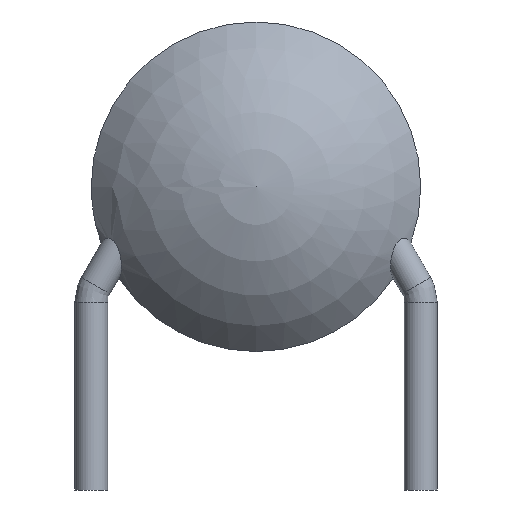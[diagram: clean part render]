
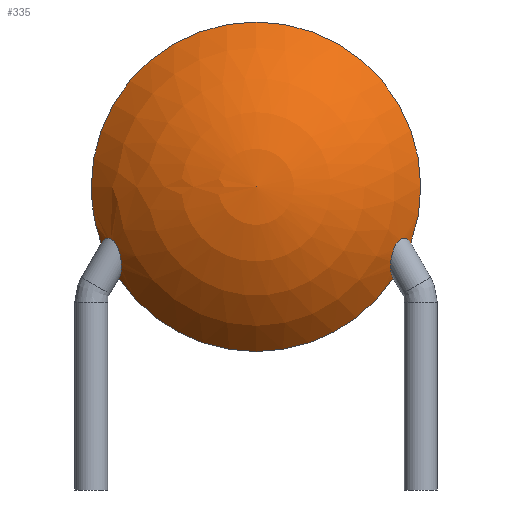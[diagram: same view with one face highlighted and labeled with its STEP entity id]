
A CAD part, front view. The second image highlights one B-rep face of the part: STEP entity #335.
In plain terms, the highlighted spherical face has radius 3.125 mm.
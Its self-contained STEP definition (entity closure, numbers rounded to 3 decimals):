
#114 = VERTEX_POINT('',#115);
#115 = CARTESIAN_POINT('',(2.079,0.,
1.212));
#138 = EDGE_CURVE('',#114,#139,#141,.T.);
#139 = VERTEX_POINT('',#140);
#140 = CARTESIAN_POINT('',(2.349,0.,
1.745));
#141 = B_SPLINE_CURVE_WITH_KNOTS('',8,(#142,#143,#144,#145,#146,#147,
#148,#149,#150,#151,#152,#153,#154,#155,#156,#157,#158,#159,#160,
#161,#162,#163,#164,#165,#166,#167,#168,#169,#170,#171,#172,#173,
#174,#175,#176,#177,#178,#179,#180,#181,#182,#183,#184,#185,#186,
#187,#188,#189,#190,#191,#192),.UNSPECIFIED.,.F.,.F.,(9,7,7,7,7,7,7,
9),(0.,0.191,0.37,0.514,0.651,
0.72,0.851,1.),.UNSPECIFIED.);
#142 = CARTESIAN_POINT('',(2.079,0.,
1.212));
#143 = CARTESIAN_POINT('',(2.073,-0.015,
1.223));
#144 = CARTESIAN_POINT('',(2.068,-0.029,
1.234));
#145 = CARTESIAN_POINT('',(2.063,-0.043,
1.247));
#146 = CARTESIAN_POINT('',(2.059,-0.057,
1.26));
#147 = CARTESIAN_POINT('',(2.055,-0.071,
1.274));
#148 = CARTESIAN_POINT('',(2.051,-0.084,
1.289));
#149 = CARTESIAN_POINT('',(2.049,-0.098,
1.305));
#150 = CARTESIAN_POINT('',(2.044,-0.123,1.337
));
#151 = CARTESIAN_POINT('',(2.043,-0.134,1.353)
);
#152 = CARTESIAN_POINT('',(2.042,-0.146,1.37
));
#153 = CARTESIAN_POINT('',(2.041,-0.157,1.387
));
#154 = CARTESIAN_POINT('',(2.041,-0.168,1.406
));
#155 = CARTESIAN_POINT('',(2.042,-0.178,1.425
));
#156 = CARTESIAN_POINT('',(2.043,-0.188,1.445
));
#157 = CARTESIAN_POINT('',(2.047,-0.205,1.482
));
#158 = CARTESIAN_POINT('',(2.049,-0.212,1.499
));
#159 = CARTESIAN_POINT('',(2.051,-0.219,1.517)
);
#160 = CARTESIAN_POINT('',(2.055,-0.225,1.535
));
#161 = CARTESIAN_POINT('',(2.058,-0.231,1.554)
);
#162 = CARTESIAN_POINT('',(2.063,-0.236,1.574)
);
#163 = CARTESIAN_POINT('',(2.068,-0.241,1.594)
);
#164 = CARTESIAN_POINT('',(2.08,-0.247,1.633
));
#165 = CARTESIAN_POINT('',(2.087,-0.25,1.653)
);
#166 = CARTESIAN_POINT('',(2.095,-0.251,1.673)
);
#167 = CARTESIAN_POINT('',(2.103,-0.251,1.693
));
#168 = CARTESIAN_POINT('',(2.113,-0.25,1.713
));
#169 = CARTESIAN_POINT('',(2.124,-0.247,1.731
));
#170 = CARTESIAN_POINT('',(2.135,-0.242,1.748
));
#171 = CARTESIAN_POINT('',(2.153,-0.233,1.77
));
#172 = CARTESIAN_POINT('',(2.159,-0.229,1.777
));
#173 = CARTESIAN_POINT('',(2.165,-0.225,1.783)
);
#174 = CARTESIAN_POINT('',(2.172,-0.221,1.789
));
#175 = CARTESIAN_POINT('',(2.178,-0.216,1.795
));
#176 = CARTESIAN_POINT('',(2.185,-0.211,1.8)
);
#177 = CARTESIAN_POINT('',(2.192,-0.205,1.804)
);
#178 = CARTESIAN_POINT('',(2.213,-0.187,1.815
));
#179 = CARTESIAN_POINT('',(2.225,-0.176,1.819
));
#180 = CARTESIAN_POINT('',(2.237,-0.164,1.821)
);
#181 = CARTESIAN_POINT('',(2.248,-0.152,1.821
));
#182 = CARTESIAN_POINT('',(2.258,-0.14,1.82)
);
#183 = CARTESIAN_POINT('',(2.267,-0.128,1.818
));
#184 = CARTESIAN_POINT('',(2.277,-0.116,1.814
));
#185 = CARTESIAN_POINT('',(2.295,-0.091,
1.805));
#186 = CARTESIAN_POINT('',(2.304,-0.078,
1.799));
#187 = CARTESIAN_POINT('',(2.313,-0.065,
1.792));
#188 = CARTESIAN_POINT('',(2.321,-0.052,
1.784));
#189 = CARTESIAN_POINT('',(2.329,-0.039,
1.776));
#190 = CARTESIAN_POINT('',(2.336,-0.026,
1.766));
#191 = CARTESIAN_POINT('',(2.343,-0.013,
1.756));
#192 = CARTESIAN_POINT('',(2.349,0.,
1.745));
#241 = VERTEX_POINT('',#242);
#242 = CARTESIAN_POINT('',(-2.5,0.,2.6));
#250 = EDGE_CURVE('',#139,#241,#251,.T.);
#251 = CIRCLE('',#252,2.5);
#252 = AXIS2_PLACEMENT_3D('',#253,#254,#255);
#253 = CARTESIAN_POINT('',(0.,0.,2.6));
#254 = DIRECTION('',(0.,-1.,0.));
#255 = DIRECTION('',(-1.,0.,0.));
#259 = EDGE_CURVE('',#260,#114,#262,.T.);
#260 = VERTEX_POINT('',#261);
#261 = CARTESIAN_POINT('',(-2.079,0.,
1.212));
#262 = CIRCLE('',#263,2.5);
#263 = AXIS2_PLACEMENT_3D('',#264,#265,#266);
#264 = CARTESIAN_POINT('',(0.,0.,2.6));
#265 = DIRECTION('',(0.,-1.,0.));
#266 = DIRECTION('',(-1.,0.,0.));
#269 = VERTEX_POINT('',#270);
#270 = CARTESIAN_POINT('',(-2.349,0.,
1.745));
#324 = EDGE_CURVE('',#241,#269,#325,.T.);
#325 = CIRCLE('',#326,2.5);
#326 = AXIS2_PLACEMENT_3D('',#327,#328,#329);
#327 = CARTESIAN_POINT('',(0.,0.,2.6));
#328 = DIRECTION('',(0.,-1.,0.));
#329 = DIRECTION('',(-1.,0.,0.));
#335 = ADVANCED_FACE('',(#336),#412,.T.);
#336 = FACE_BOUND('',#337,.T.);
#337 = EDGE_LOOP('',(#338,#347,#348,#385,#408,#409,#410,#411));
#338 = ORIENTED_EDGE('',*,*,#339,.F.);
#339 = EDGE_CURVE('',#241,#340,#342,.T.);
#340 = VERTEX_POINT('',#341);
#341 = CARTESIAN_POINT('',(0.,-1.25,2.6));
#342 = CIRCLE('',#343,3.125);
#343 = AXIS2_PLACEMENT_3D('',#344,#345,#346);
#344 = CARTESIAN_POINT('',(0.,1.875,2.6));
#345 = DIRECTION('',(0.,0.,1.));
#346 = DIRECTION('',(-0.8,-0.6,0.));
#347 = ORIENTED_EDGE('',*,*,#324,.T.);
#348 = ORIENTED_EDGE('',*,*,#349,.T.);
#349 = EDGE_CURVE('',#269,#350,#352,.T.);
#350 = VERTEX_POINT('',#351);
#351 = CARTESIAN_POINT('',(-2.098,-0.25,1.68));
#352 = B_SPLINE_CURVE_WITH_KNOTS('',7,(#353,#354,#355,#356,#357,#358,
#359,#360,#361,#362,#363,#364,#365,#366,#367,#368,#369,#370,#371,
#372,#373,#374,#375,#376,#377,#378,#379,#380,#381,#382,#383,#384),
.UNSPECIFIED.,.F.,.F.,(8,6,6,6,6,8),(0.,0.242,0.41,
0.537,0.747,1.),.UNSPECIFIED.);
#353 = CARTESIAN_POINT('',(-2.349,0.,
1.745));
#354 = CARTESIAN_POINT('',(-2.344,-0.01,
1.754));
#355 = CARTESIAN_POINT('',(-2.339,-0.02,
1.762));
#356 = CARTESIAN_POINT('',(-2.333,-0.031,
1.77));
#357 = CARTESIAN_POINT('',(-2.327,-0.042,
1.778));
#358 = CARTESIAN_POINT('',(-2.32,-0.053,
1.785));
#359 = CARTESIAN_POINT('',(-2.313,-0.065,
1.792));
#360 = CARTESIAN_POINT('',(-2.299,-0.086,
1.803));
#361 = CARTESIAN_POINT('',(-2.293,-0.095,
1.807));
#362 = CARTESIAN_POINT('',(-2.286,-0.104,
1.81));
#363 = CARTESIAN_POINT('',(-2.28,-0.112,
1.813));
#364 = CARTESIAN_POINT('',(-2.273,-0.121,
1.816));
#365 = CARTESIAN_POINT('',(-2.266,-0.13,
1.817));
#366 = CARTESIAN_POINT('',(-2.253,-0.145,1.819
));
#367 = CARTESIAN_POINT('',(-2.248,-0.151,
1.82));
#368 = CARTESIAN_POINT('',(-2.242,-0.157,
1.82));
#369 = CARTESIAN_POINT('',(-2.236,-0.164,1.82
));
#370 = CARTESIAN_POINT('',(-2.23,-0.17,
1.819));
#371 = CARTESIAN_POINT('',(-2.224,-0.176,
1.817));
#372 = CARTESIAN_POINT('',(-2.208,-0.191,
1.813));
#373 = CARTESIAN_POINT('',(-2.198,-0.2,
1.808));
#374 = CARTESIAN_POINT('',(-2.188,-0.209,
1.802));
#375 = CARTESIAN_POINT('',(-2.178,-0.216,
1.795));
#376 = CARTESIAN_POINT('',(-2.169,-0.223,
1.787));
#377 = CARTESIAN_POINT('',(-2.16,-0.229,
1.777));
#378 = CARTESIAN_POINT('',(-2.14,-0.239,
1.755));
#379 = CARTESIAN_POINT('',(-2.131,-0.243,1.742)
);
#380 = CARTESIAN_POINT('',(-2.123,-0.246,
1.73));
#381 = CARTESIAN_POINT('',(-2.116,-0.248,
1.717));
#382 = CARTESIAN_POINT('',(-2.11,-0.249,1.705)
);
#383 = CARTESIAN_POINT('',(-2.104,-0.25,
1.692));
#384 = CARTESIAN_POINT('',(-2.098,-0.25,1.68));
#385 = ORIENTED_EDGE('',*,*,#386,.T.);
#386 = EDGE_CURVE('',#350,#260,#387,.T.);
#387 = B_SPLINE_CURVE_WITH_KNOTS('',7,(#388,#389,#390,#391,#392,#393,
#394,#395,#396,#397,#398,#399,#400,#401,#402,#403,#404,#405,#406,
#407),.UNSPECIFIED.,.F.,.F.,(8,6,6,8),(0.,0.282,
0.608,1.),.UNSPECIFIED.);
#388 = CARTESIAN_POINT('',(-2.098,-0.25,1.68));
#389 = CARTESIAN_POINT('',(-2.091,-0.25,1.664
));
#390 = CARTESIAN_POINT('',(-2.085,-0.249,
1.647));
#391 = CARTESIAN_POINT('',(-2.078,-0.247,1.629
));
#392 = CARTESIAN_POINT('',(-2.073,-0.244,
1.61));
#393 = CARTESIAN_POINT('',(-2.067,-0.24,
1.591));
#394 = CARTESIAN_POINT('',(-2.062,-0.235,
1.57));
#395 = CARTESIAN_POINT('',(-2.052,-0.221,
1.523));
#396 = CARTESIAN_POINT('',(-2.048,-0.212,
1.496));
#397 = CARTESIAN_POINT('',(-2.044,-0.201,
1.469));
#398 = CARTESIAN_POINT('',(-2.042,-0.187,
1.441));
#399 = CARTESIAN_POINT('',(-2.041,-0.172,
1.413));
#400 = CARTESIAN_POINT('',(-2.041,-0.156,1.386
));
#401 = CARTESIAN_POINT('',(-2.044,-0.119,1.331
));
#402 = CARTESIAN_POINT('',(-2.048,-0.099,
1.304));
#403 = CARTESIAN_POINT('',(-2.052,-0.078,
1.28));
#404 = CARTESIAN_POINT('',(-2.058,-0.058,
1.26));
#405 = CARTESIAN_POINT('',(-2.064,-0.038,
1.242));
#406 = CARTESIAN_POINT('',(-2.072,-0.019,
1.226));
#407 = CARTESIAN_POINT('',(-2.079,0.,
1.212));
#408 = ORIENTED_EDGE('',*,*,#259,.T.);
#409 = ORIENTED_EDGE('',*,*,#138,.T.);
#410 = ORIENTED_EDGE('',*,*,#250,.T.);
#411 = ORIENTED_EDGE('',*,*,#339,.T.);
#412 = SPHERICAL_SURFACE('',#413,3.125);
#413 = AXIS2_PLACEMENT_3D('',#414,#415,#416);
#414 = CARTESIAN_POINT('',(0.,1.875,2.6));
#415 = DIRECTION('',(0.,-1.,0.));
#416 = DIRECTION('',(-1.,0.,0.));
